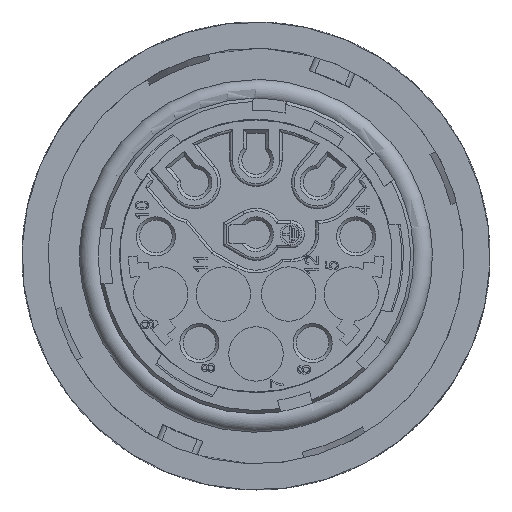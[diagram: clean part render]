
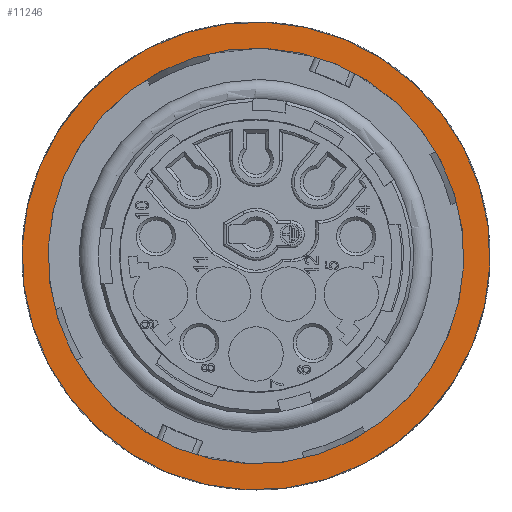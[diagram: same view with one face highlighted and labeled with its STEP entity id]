
A CAD part, left-side view. The second image highlights one B-rep face of the part: STEP entity #11246.
In plain terms, the highlighted planar face has unit normal (-1, 0, 0).
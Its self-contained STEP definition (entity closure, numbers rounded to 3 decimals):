
#6467=PLANE('',#27588);
#11246=ADVANCED_FACE('',(#11917,#11918),#6467,.T.);
#11917=FACE_BOUND('',#13101,.T.);
#11918=FACE_BOUND('',#13102,.T.);
#13101=EDGE_LOOP('',(#18777));
#13102=EDGE_LOOP('',(#18778));
#18777=ORIENTED_EDGE('',*,*,#24777,.T.);
#18778=ORIENTED_EDGE('',*,*,#24778,.F.);
#21693=VERTEX_POINT('',#44226);
#21694=VERTEX_POINT('',#44229);
#24777=EDGE_CURVE('',#21693,#21693,#25934,.T.);
#24778=EDGE_CURVE('',#21694,#21694,#25935,.T.);
#25934=CIRCLE('',#27585,19.1);
#25935=CIRCLE('',#27587,21.5);
#27585=AXIS2_PLACEMENT_3D('',#44225,#32550,#32551);
#27587=AXIS2_PLACEMENT_3D('',#44228,#32554,#32555);
#27588=AXIS2_PLACEMENT_3D('',#44230,#32556,#32557);
#32550=DIRECTION('',(1.,0.,0.));
#32551=DIRECTION('',(0.,0.924,0.382));
#32554=DIRECTION('',(1.,0.,0.));
#32555=DIRECTION('',(0.,0.924,0.382));
#32556=DIRECTION('',(-1.,0.,0.));
#32557=DIRECTION('',(0.,0.924,0.382));
#44225=CARTESIAN_POINT('',(-54.759,7.674,0.));
#44226=CARTESIAN_POINT('',(-54.759,25.327,7.293));
#44228=CARTESIAN_POINT('',(-54.759,7.674,0.));
#44229=CARTESIAN_POINT('',(-54.759,27.545,8.21));
#44230=CARTESIAN_POINT('',(-54.759,-23.122,12.603));
